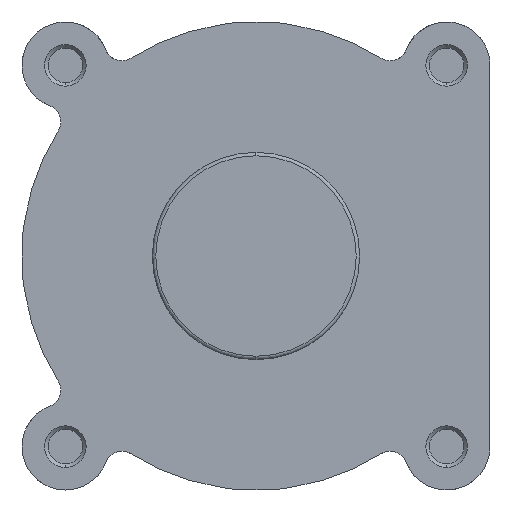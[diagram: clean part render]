
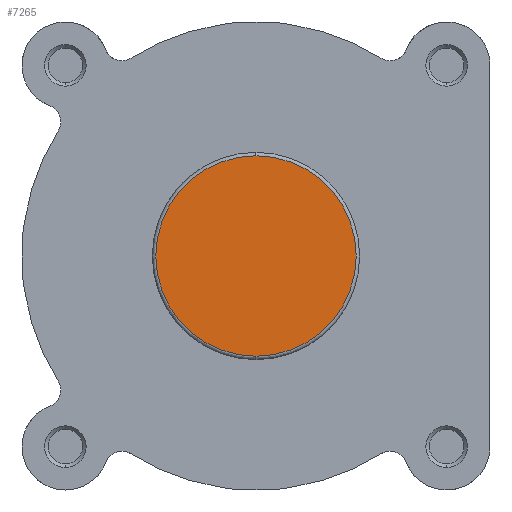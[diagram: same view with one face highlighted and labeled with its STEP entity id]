
A CAD part, left-side view. The second image highlights one B-rep face of the part: STEP entity #7265.
In plain terms, the highlighted planar face has unit normal (-1, 0, 0).
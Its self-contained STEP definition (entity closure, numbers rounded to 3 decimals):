
#309 = AXIS2_PLACEMENT_3D ( 'NONE', #612, #618, #619 ) ;
#609 = PLANE ( 'NONE',  #309 ) ;
#612 = CARTESIAN_POINT ( 'NONE',  ( 0., 29.9, 0. ) ) ;
#618 = DIRECTION ( 'NONE',  ( 1., 0., 0. ) ) ;
#619 = DIRECTION ( 'NONE',  ( 0., 0., -1. ) ) ;
#1444 = EDGE_LOOP ( 'NONE', ( #1915, #1914 ) ) ;
#1914 = ORIENTED_EDGE ( 'NONE', *, *, #5366, .T. ) ;
#1915 = ORIENTED_EDGE ( 'NONE', *, *, #5478, .T. ) ;
#2930 = CIRCLE ( 'NONE', #5846, 28.9 ) ;
#3011 = CIRCLE ( 'NONE', #5909, 28.9 ) ;
#3646 = FACE_OUTER_BOUND ( 'NONE', #1444, .T. ) ;
#4615 = CARTESIAN_POINT ( 'NONE',  ( 0., 0., -28.9 ) ) ;
#4631 = CARTESIAN_POINT ( 'NONE',  ( 0., 0., 28.9 ) ) ;
#5366 = EDGE_CURVE ( 'NONE', #6037, #6021, #2930, .T. ) ;
#5478 = EDGE_CURVE ( 'NONE', #6021, #6037, #3011, .T. ) ;
#5846 = AXIS2_PLACEMENT_3D ( 'NONE', #6771, #6772, #6773 ) ;
#5909 = AXIS2_PLACEMENT_3D ( 'NONE', #7050, #7057, #7058 ) ;
#6021 = VERTEX_POINT ( 'NONE', #4615 ) ;
#6037 = VERTEX_POINT ( 'NONE', #4631 ) ;
#6771 = CARTESIAN_POINT ( 'NONE',  ( 0., 0., 0. ) ) ;
#6772 = DIRECTION ( 'NONE',  ( -1., 0., 0. ) ) ;
#6773 = DIRECTION ( 'NONE',  ( 0., 0., -1. ) ) ;
#7050 = CARTESIAN_POINT ( 'NONE',  ( 0., 0., 0. ) ) ;
#7057 = DIRECTION ( 'NONE',  ( -1., 0., 0. ) ) ;
#7058 = DIRECTION ( 'NONE',  ( 0., 0., -1. ) ) ;
#7265 = ADVANCED_FACE ( 'NONE', ( #3646 ), #609, .F. ) ;
